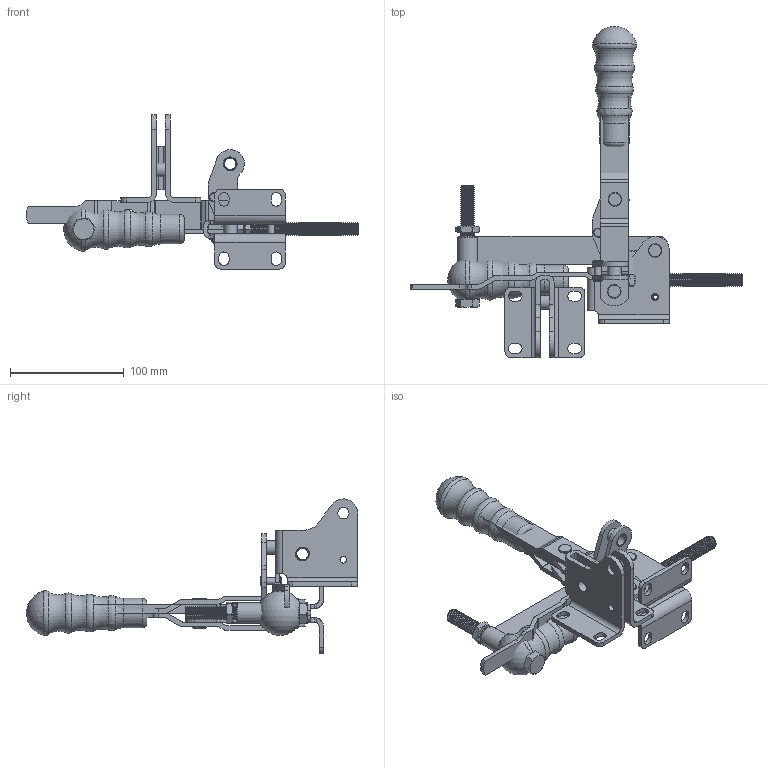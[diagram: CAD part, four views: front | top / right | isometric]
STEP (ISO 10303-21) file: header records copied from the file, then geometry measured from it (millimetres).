
FILE_DESCRIPTION( ( 'Unknown' ), '1' );
FILE_NAME( '250-MZ_UPINKA.stp', 'Unknown', ( 'Unknown' ), ( 'Unknown' ), 'PSStep 14.0', 'Unknown', ' ' );
FILE_SCHEMA( ( 'AUTOMOTIVE_DESIGN { 1 0 10303 214 1 1 1 1 }' ) );
Length unit declared in the file: millimetre
Products named in the file (22): Assem1; 250001-M_TELO; 250004-M_TAHLO; 250001_TELO; 820007_POUZDRO 10x16-oa2; 250004_TAHLO; 250004_TAHLO-oa0; 820007_POUZDRO 10x16; 720818_NYT 6x18; 250003_OVLADACI PAKA; 250003_OVLADACI PAKA-oa1; 721218_NYT 10x18; 721218_NYT 10x18-oa3; 721226_NYT 10x26; 721226_NYT 10x26-oa4; XXXXXX_SROUB M12x100; 800007_MATICE M12_DIN4398; 800007_MATICE M12_DIN4398-oa5; 250005_UPINACI PAKA; 900003_OKO SROUBU; 800082_KOLIK 6x24_CSN ISO 2338; 940004_RUKOJET 16x8
Bounding box: 292.27 x 291.5 x 135.61 mm (x, y, z)
Volume: 476457.7 mm3; surface area: 234648.5 mm2
Topology: 44 solids, 44 shells, 1219 faces, 2822 edges, 1719 vertices
Faces by surface type: cylinder 413, plane 334, cone 320, torus 136, bspline 14, sphere 2
Full cylindrical faces by diameter (mm): 6 x15, 8 x6, 10 x28, 10.02 x10, 10.106 x12, 12 x124, 12.1 x12, 12.2 x6, 13 x2, 16.63 x2, 18 x2, 26.044 x2
Entity records: 18215 total; most frequent: DIRECTION 2502, CARTESIAN_POINT 2393, ORIENTED_EDGE 1794, AXIS2_PLACEMENT_3D 1090, EDGE_LOOP 938, EDGE_CURVE 897, FACE_OUTER_BOUND 720, VERTEX_POINT 719
